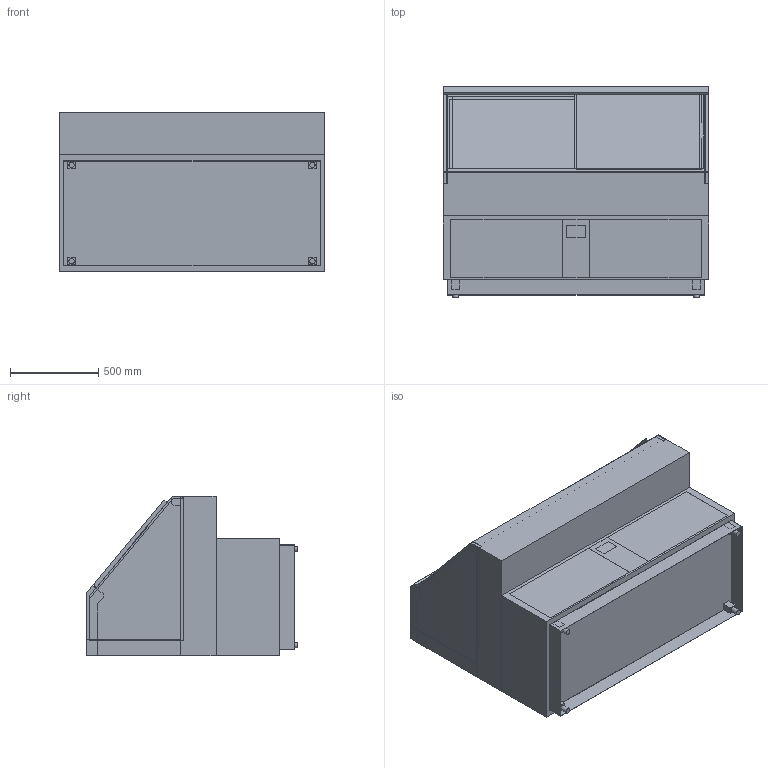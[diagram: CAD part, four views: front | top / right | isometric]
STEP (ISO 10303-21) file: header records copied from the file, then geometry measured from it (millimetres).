
FILE_DESCRIPTION(/* description */ ('vereinfachte Modell'),/* implementation_level */ '2;1');
FILE_NAME(/* name */ '3D-AKE-00047835.stp',/* time_stamp */ '2024-04-18T15:09:57+02:00',/* author */ ('julian.lux'),/* organization */ (''),/* preprocessor_version */ 'ST-DEVELOPER v18.1',/* originating_system */ 'Autodesk Inventor 2020',/* authorisation */ '');
FILE_SCHEMA (('AUTOMOTIVE_DESIGN { 1 0 10303 214 3 1 1 }'));
Length unit declared in the file: millimetre
Products named in the file (1): 3D-AKE-00047835
Bounding box: 1500 x 1194 x 902 mm (x, y, z)
Volume: 651601114.1 mm3; surface area: 25353566.1 mm2
Topology: 48 solids, 48 shells, 462 faces, 1097 edges, 732 vertices
Faces by surface type: plane 431, cylinder 31
Full cylindrical faces by diameter (mm): 30 x4
Entity records: 13131 total; most frequent: CARTESIAN_POINT 2292, ORIENTED_EDGE 2194, DIRECTION 2093, EDGE_CURVE 1097, LINE 1027, VECTOR 1027, VERTEX_POINT 732, AXIS2_PLACEMENT_3D 533
